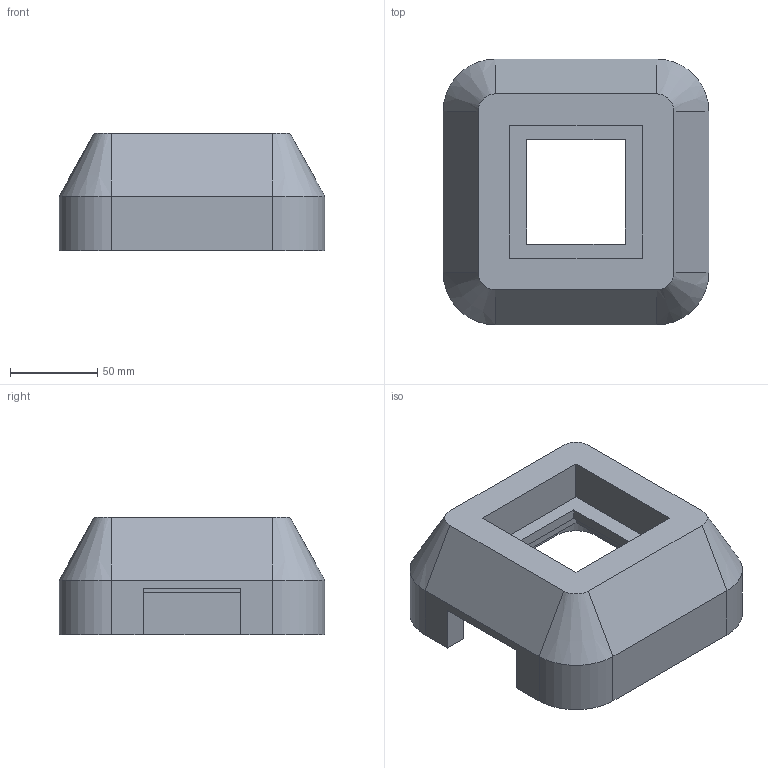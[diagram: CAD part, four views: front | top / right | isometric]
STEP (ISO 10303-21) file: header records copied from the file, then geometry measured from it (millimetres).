
FILE_DESCRIPTION(/* description */ (''),/* implementation_level */ '2;1');
FILE_NAME(/* name */ '4xL1_Case 2 Part v11.step',/* time_stamp */ '2023-05-21T23:30:40-07:00',/* author */ (''),/* organization */ (''),/* preprocessor_version */ 'ST-DEVELOPER v19.2',/* originating_system */ 'Autodesk Translation Framework v12.4.0.73',/* authorisation */ '');
FILE_SCHEMA (('AUTOMOTIVE_DESIGN { 1 0 10303 214 3 1 1 }'));
Length unit declared in the file: millimetre
Products named in the file (1): 4xL1_Case 2 Part
Bounding box: 152.4 x 152.4 x 67.2 mm (x, y, z)
Volume: 446841.8 mm3; surface area: 132969 mm2
Topology: 1 solids, 1 shells, 253 faces, 648 edges, 407 vertices
Faces by surface type: cylinder 126, plane 86, bspline 24, torus 8, cone 8, sphere 1
Full cylindrical faces by diameter (mm): 8.526 x20, 10.198 x24
Entity records: 14764 total; most frequent: CARTESIAN_POINT 8778, ORIENTED_EDGE 1296, DIRECTION 1156, EDGE_CURVE 648, AXIS2_PLACEMENT_3D 413, VERTEX_POINT 407, LINE 330, VECTOR 330
